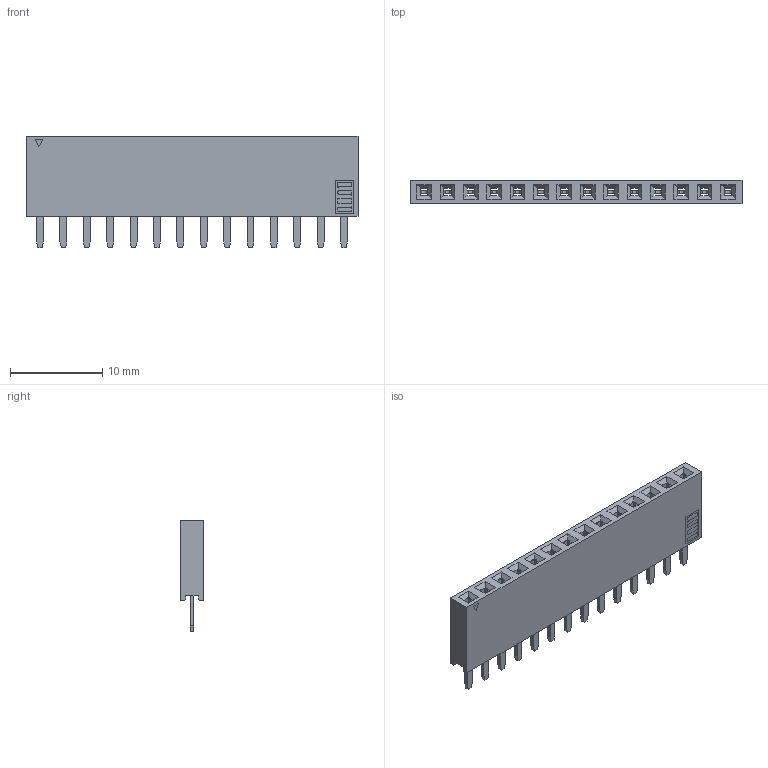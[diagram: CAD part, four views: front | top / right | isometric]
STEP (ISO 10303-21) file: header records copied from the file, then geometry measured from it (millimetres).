
FILE_DESCRIPTION(/* description */ (''),/* implementation_level */ '2;1');
FILE_NAME(/* name */ 'PPTC141LFBN-RC.stp',/* time_stamp */ '2023-05-15T18:34:27-04:00',/* author */ ('rabri'),/* organization */ (''),/* preprocessor_version */ 'ST-DEVELOPER v18',/* originating_system */ 'Autodesk Inventor 2020',/* authorisation */ '');
FILE_SCHEMA (('AUTOMOTIVE_DESIGN { 1 0 10303 214 3 1 1 }'));
Length unit declared in the file: millimetre
Products named in the file (4): PPTC141LFBN-RC; 1; terminal; logo
Assembly tree (3 placements, depth 2):
  PPTC141LFBN-RC
    1
    terminal
    logo
Bounding box: 36.06 x 2.54 x 12.1 mm (x, y, z)
Volume: 660.1 mm3; surface area: 2077.2 mm2
Topology: 17 solids, 17 shells, 730 faces, 2046 edges, 1364 vertices
Faces by surface type: plane 569, cylinder 161
Entity records: 23568 total; most frequent: CARTESIAN_POINT 4147, ORIENTED_EDGE 4092, DIRECTION 3842, EDGE_CURVE 2046, LINE 1724, VECTOR 1724, VERTEX_POINT 1364, AXIS2_PLACEMENT_3D 1059
